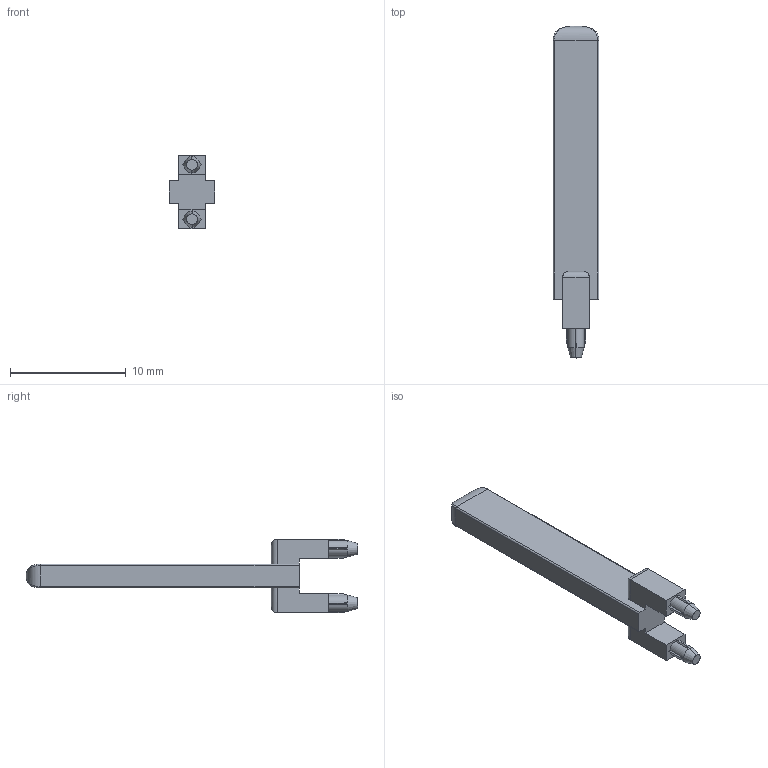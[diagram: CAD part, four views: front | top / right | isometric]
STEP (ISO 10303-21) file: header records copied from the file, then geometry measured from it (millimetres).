
FILE_DESCRIPTION (( 'STEP AP214' ), '1' );
FILE_NAME ('BIVAR__INC_VLPR-24-1028-2.step', '2020-08-04T20:07:17', ( '' ), ( '' ), 'SwSTEP 2.0', 'SolidWorks 2020', '' );
FILE_SCHEMA (( 'AUTOMOTIVE_DESIGN' ));
Length unit declared in the file: inch
Products named in the file (1): BIVAR__INC_VLPR-24-1028-2
Bounding box: 3.96 x 28.65 x 6.35 mm (x, y, z)
Volume: 235.9 mm3; surface area: 385.8 mm2
Topology: 1 solids, 1 shells, 67 faces, 174 edges, 101 vertices
Faces by surface type: plane 37, cylinder 18, bspline 8, cone 4
Entity records: 2032 total; most frequent: CARTESIAN_POINT 475, ORIENTED_EDGE 332, DIRECTION 290, EDGE_CURVE 166, VECTOR 106, LINE 106, VERTEX_POINT 101, AXIS2_PLACEMENT_3D 92
